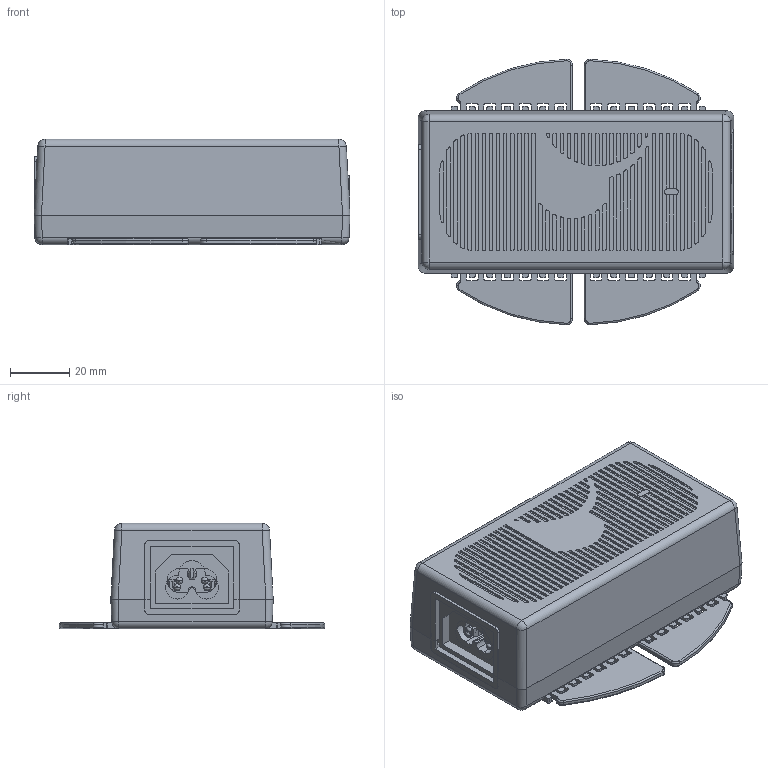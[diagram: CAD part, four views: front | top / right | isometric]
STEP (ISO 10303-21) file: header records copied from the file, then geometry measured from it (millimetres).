
FILE_DESCRIPTION((''),'2;1');
FILE_NAME('1548_ASM','2022-07-25T15:08:58',('rd05'),(''),'CREO PARAMETRIC BY PTC INC, 2018050','CREO PARAMETRIC BY PTC INC, 2018050','');
FILE_SCHEMA(('CONFIG_CONTROL_DESIGN','GEOMETRIC_VALIDATION_PROPERTIES_MIM'));
Length unit declared in the file: millimetre
Products named in the file (13): TOP; BOTTOM; INLET; PCB; DATA; HS1; SUBBOARD; LED; AC-3PIN; AC-2PIN; PCB_ASSY_ASM; LED-LENS; 1548_ASM
Assembly tree (13 placements, depth 3):
  1548_ASM
    TOP
    BOTTOM
    INLET
    PCB_ASSY_ASM
      PCB
      DATA  x2
      HS1
      SUBBOARD
      LED
      AC-3PIN
      AC-2PIN
    LED-LENS
Bounding box: 107 x 89.94 x 35.7 mm (x, y, z)
Volume: 84354.9 mm3; surface area: 79749.1 mm2
Topology: 12 solids, 12 shells, 1908 faces, 5203 edges, 3426 vertices
Faces by surface type: plane 1320, cylinder 510, bspline 24, torus 24, sphere 16, cone 14
Entity records: 63993 total; most frequent: CARTESIAN_POINT 11715, ORIENTED_EDGE 10382, DIRECTION 10108, EDGE_CURVE 5191, VECTOR 3940, LINE 3940, VERTEX_POINT 3418, AXIS2_PLACEMENT_3D 3084
